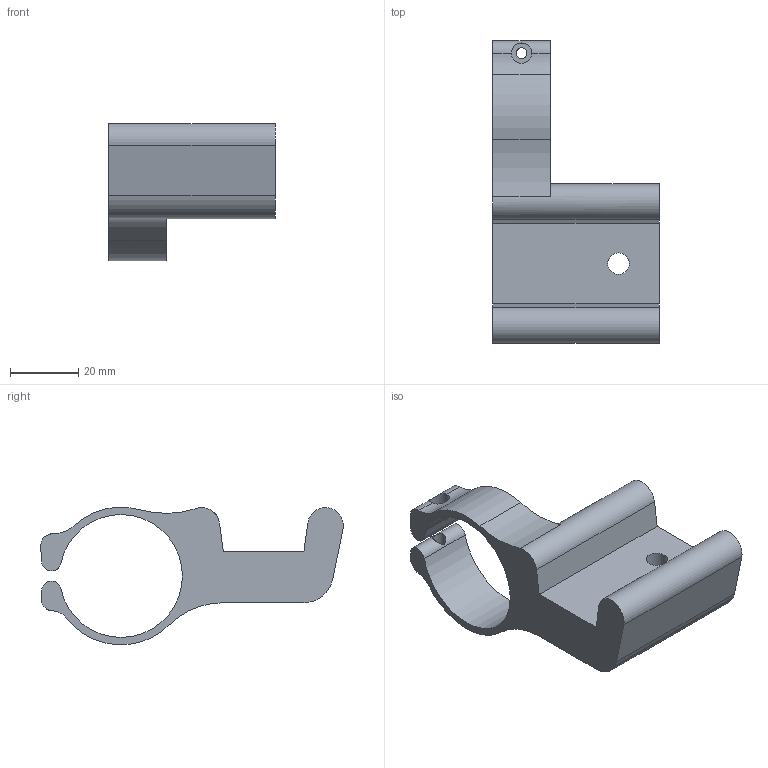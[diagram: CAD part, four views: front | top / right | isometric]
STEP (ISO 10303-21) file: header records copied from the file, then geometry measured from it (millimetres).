
FILE_DESCRIPTION(('FreeCAD Model'),'2;1');
FILE_NAME('Open CASCADE Shape Model','2023-10-18T11:31:03',(''),(''), 'Open CASCADE STEP processor 7.6','FreeCAD','Unknown');
FILE_SCHEMA(('AUTOMOTIVE_DESIGN { 1 0 10303 214 1 1 1 1 }'));
Length unit declared in the file: millimetre
Products named in the file (1): Cut001
Bounding box: 49 x 88.93 x 40.33 mm (x, y, z)
Volume: 46975.1 mm3; surface area: 13956.3 mm2
Topology: 1 solids, 1 shells, 35 faces, 96 edges, 63 vertices
Faces by surface type: cylinder 20, plane 13, torus 2
Full cylindrical faces by diameter (mm): 3.2 x1, 3.9 x2, 6 x1, 6.3 x1
Entity records: 3541 total; most frequent: CARTESIAN_POINT 1652, DIRECTION 342, ORIENTED_EDGE 192, PCURVE 192, DEFINITIONAL_REPRESENTATION 192, LINE 166, VECTOR 166, EDGE_CURVE 96
